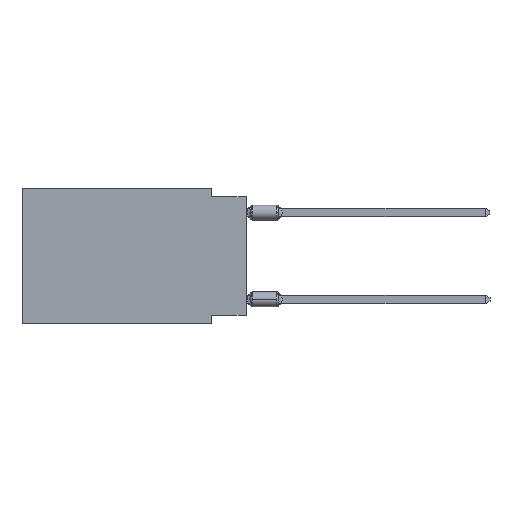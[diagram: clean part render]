
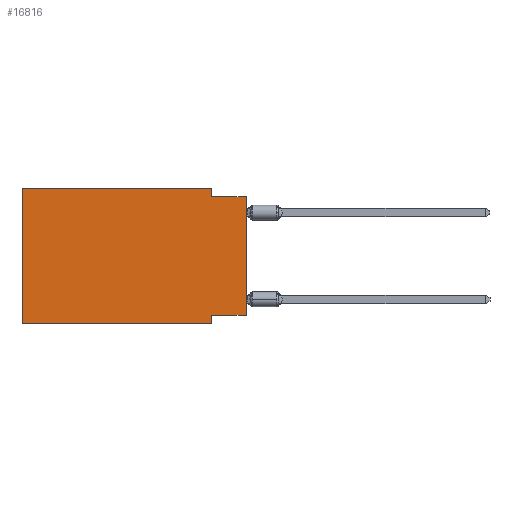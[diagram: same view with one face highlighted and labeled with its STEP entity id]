
A CAD part, left-side view. The second image highlights one B-rep face of the part: STEP entity #16816.
In plain terms, the highlighted planar face has unit normal (-1, 0, 0).
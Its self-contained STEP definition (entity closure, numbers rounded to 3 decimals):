
#28 = EDGE_CURVE ( 'NONE', #7539, #16879, #3571, .T. ) ;
#608 = ORIENTED_EDGE ( 'NONE', *, *, #9514, .F. ) ;
#757 = CARTESIAN_POINT ( 'NONE',  ( 0., 2.54, 0. ) ) ;
#943 = CARTESIAN_POINT ( 'NONE',  ( 0., 0., 0. ) ) ;
#1005 = CARTESIAN_POINT ( 'NONE',  ( 0., 16.383, -9.906 ) ) ;
#1627 = EDGE_CURVE ( 'NONE', #8006, #16879, #4773, .T. ) ;
#1767 = CARTESIAN_POINT ( 'NONE',  ( 0., 16.383, 0. ) ) ;
#1992 = EDGE_CURVE ( 'NONE', #6116, #7539, #14765, .T. ) ;
#2332 = VECTOR ( 'NONE', #10259, 1000. ) ;
#2559 = VERTEX_POINT ( 'NONE', #15394 ) ;
#2914 = EDGE_CURVE ( 'NONE', #5388, #12868, #15541, .T. ) ;
#3205 = VECTOR ( 'NONE', #7083, 1000. ) ;
#3303 = ORIENTED_EDGE ( 'NONE', *, *, #5199, .F. ) ;
#3337 = CARTESIAN_POINT ( 'NONE',  ( 0., 0., -9.271 ) ) ;
#3571 = LINE ( 'NONE', #8937, #2332 ) ;
#3642 = DIRECTION ( 'NONE',  ( 0., 0., -1. ) ) ;
#3927 = EDGE_LOOP ( 'NONE', ( #14813, #12570, #4050, #3303, #608, #10051, #12518, #14339 ) ) ;
#4050 = ORIENTED_EDGE ( 'NONE', *, *, #1992, .F. ) ;
#4127 = DIRECTION ( 'NONE',  ( 1., 0., 0. ) ) ;
#4538 = LINE ( 'NONE', #15390, #12885 ) ;
#4709 = DIRECTION ( 'NONE',  ( 0., 0., 1. ) ) ;
#4773 = LINE ( 'NONE', #943, #8743 ) ;
#4832 = LINE ( 'NONE', #1005, #12341 ) ;
#5199 = EDGE_CURVE ( 'NONE', #2559, #6116, #9242, .T. ) ;
#5388 = VERTEX_POINT ( 'NONE', #9762 ) ;
#5425 = CARTESIAN_POINT ( 'NONE',  ( 0., 16.383, 0. ) ) ;
#5774 = LINE ( 'NONE', #13709, #3205 ) ;
#6116 = VERTEX_POINT ( 'NONE', #757 ) ;
#6158 = DIRECTION ( 'NONE',  ( 0., 0., 1. ) ) ;
#6305 = DIRECTION ( 'NONE',  ( 0., -1., 0. ) ) ;
#7083 = DIRECTION ( 'NONE',  ( 0., 1., 0. ) ) ;
#7149 = DIRECTION ( 'NONE',  ( 0., 0., -1. ) ) ;
#7477 = VERTEX_POINT ( 'NONE', #9988 ) ;
#7539 = VERTEX_POINT ( 'NONE', #14589 ) ;
#8006 = VERTEX_POINT ( 'NONE', #3337 ) ;
#8142 = CARTESIAN_POINT ( 'NONE',  ( 0., 2.54, 0. ) ) ;
#8422 = VECTOR ( 'NONE', #3642, 1000. ) ;
#8490 = VECTOR ( 'NONE', #12042, 1000. ) ;
#8743 = VECTOR ( 'NONE', #6158, 1000. ) ;
#8937 = CARTESIAN_POINT ( 'NONE',  ( 0., 0., -0.635 ) ) ;
#9199 = EDGE_CURVE ( 'NONE', #7477, #12868, #4832, .T. ) ;
#9242 = LINE ( 'NONE', #5425, #8490 ) ;
#9514 = EDGE_CURVE ( 'NONE', #7477, #2559, #4538, .T. ) ;
#9762 = CARTESIAN_POINT ( 'NONE',  ( 0., 2.54, -9.271 ) ) ;
#9844 = CARTESIAN_POINT ( 'NONE',  ( 0., 0., -0.635 ) ) ;
#9988 = CARTESIAN_POINT ( 'NONE',  ( 0., 16.383, -9.906 ) ) ;
#10051 = ORIENTED_EDGE ( 'NONE', *, *, #9199, .T. ) ;
#10259 = DIRECTION ( 'NONE',  ( 0., -1., 0. ) ) ;
#10447 = AXIS2_PLACEMENT_3D ( 'NONE', #1767, #4127, #7149 ) ;
#10729 = VECTOR ( 'NONE', #12169, 1000. ) ;
#12042 = DIRECTION ( 'NONE',  ( 0., -1., 0. ) ) ;
#12169 = DIRECTION ( 'NONE',  ( 0., 0., -1. ) ) ;
#12341 = VECTOR ( 'NONE', #6305, 1000. ) ;
#12518 = ORIENTED_EDGE ( 'NONE', *, *, #2914, .F. ) ;
#12570 = ORIENTED_EDGE ( 'NONE', *, *, #28, .F. ) ;
#12612 = CARTESIAN_POINT ( 'NONE',  ( 0., 2.54, -9.906 ) ) ;
#12868 = VERTEX_POINT ( 'NONE', #12883 ) ;
#12883 = CARTESIAN_POINT ( 'NONE',  ( 0., 2.54, -9.906 ) ) ;
#12885 = VECTOR ( 'NONE', #4709, 1000. ) ;
#13530 = FACE_OUTER_BOUND ( 'NONE', #3927, .T. ) ;
#13709 = CARTESIAN_POINT ( 'NONE',  ( 0., 0., -9.271 ) ) ;
#14339 = ORIENTED_EDGE ( 'NONE', *, *, #16521, .F. ) ;
#14589 = CARTESIAN_POINT ( 'NONE',  ( 0., 2.54, -0.635 ) ) ;
#14765 = LINE ( 'NONE', #8142, #10729 ) ;
#14813 = ORIENTED_EDGE ( 'NONE', *, *, #1627, .T. ) ;
#15061 = PLANE ( 'NONE',  #10447 ) ;
#15390 = CARTESIAN_POINT ( 'NONE',  ( 0., 16.383, 0. ) ) ;
#15394 = CARTESIAN_POINT ( 'NONE',  ( 0., 16.383, 0. ) ) ;
#15541 = LINE ( 'NONE', #12612, #8422 ) ;
#16521 = EDGE_CURVE ( 'NONE', #8006, #5388, #5774, .T. ) ;
#16816 = ADVANCED_FACE ( 'NONE', ( #13530 ), #15061, .F. ) ;
#16879 = VERTEX_POINT ( 'NONE', #9844 ) ;
